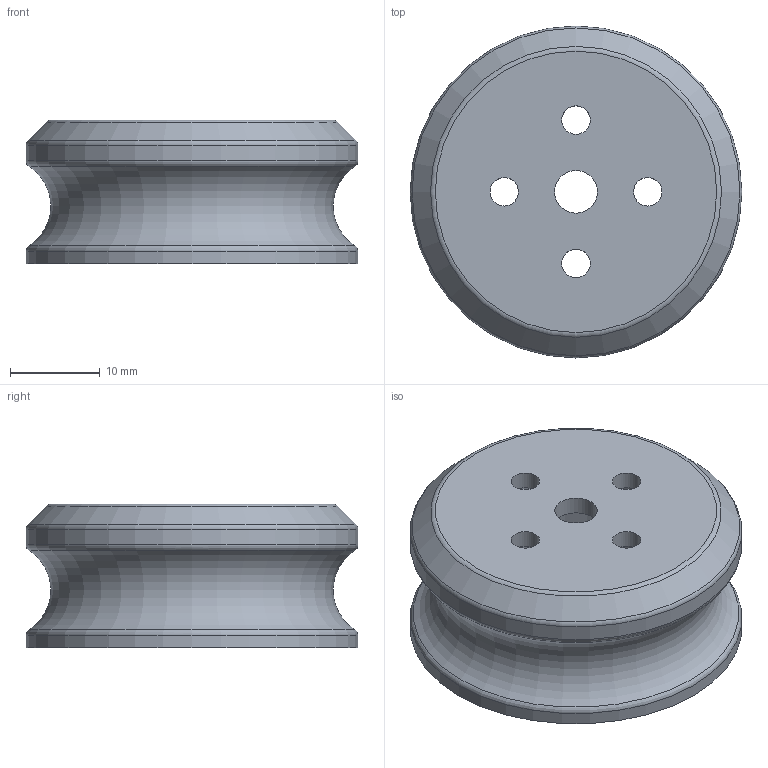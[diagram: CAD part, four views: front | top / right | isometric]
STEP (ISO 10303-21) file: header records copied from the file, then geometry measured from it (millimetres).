
FILE_DESCRIPTION(/* description */ (''),/* implementation_level */ '2;1');
FILE_NAME(/* name */ 'JPEG Wheel.step',/* time_stamp */ '2024-01-08T13:06:24-05:00',/* author */ (''),/* organization */ (''),/* preprocessor_version */ 'ST-DEVELOPER v20',/* originating_system */ 'Autodesk Translation Framework v12.14.0.127',/* authorisation */ '');
FILE_SCHEMA (('AUTOMOTIVE_DESIGN { 1 0 10303 214 3 1 1 }'));
Length unit declared in the file: millimetre
Products named in the file (1): MachineWheel
Bounding box: 37 x 37 x 16.05 mm (x, y, z)
Volume: 6423.6 mm3; surface area: 5152.1 mm2
Topology: 1 solids, 1 shells, 17 faces, 37 edges, 23 vertices
Faces by surface type: cylinder 8, torus 5, plane 3, cone 1
Full cylindrical faces by diameter (mm): 3.175 x4, 4.763 x1, 27.6 x1, 37 x2
Entity records: 528 total; most frequent: DIRECTION 101, CARTESIAN_POINT 78, ORIENTED_EDGE 74, AXIS2_PLACEMENT_3D 46, EDGE_CURVE 37, EDGE_LOOP 28, CIRCLE 28, VERTEX_POINT 23
